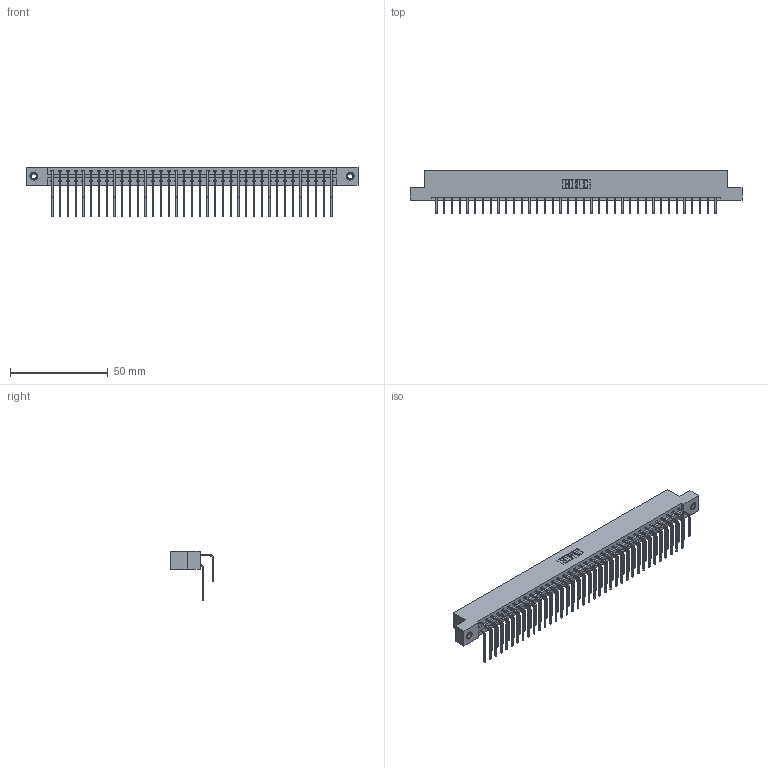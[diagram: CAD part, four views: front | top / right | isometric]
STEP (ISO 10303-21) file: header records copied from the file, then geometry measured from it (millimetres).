
FILE_DESCRIPTION (( 'STEP AP203' ), '1' );
FILE_NAME ('337-074-558-207.STEP', '2019-10-10T04:17:44', ( '' ), ( '' ), 'SwSTEP 2.0', 'SolidWorks 2016', '' );
FILE_SCHEMA (( 'CONFIG_CONTROL_DESIGN' ));
Length unit declared in the file: inch
Products named in the file (5): 337 Part_Flush Mounting Lugs - 0.156 Dia-TI; 345-292-001_558 Tail - 2; 345-250-001_345-250-005-103; 345-292-001_558 559 Tail - 1; 337-074-558-207
Assembly tree (77 placements, depth 2):
  337-074-558-207
    337 Part_Flush Mounting Lugs - 0.156 Dia-TI
    345-292-001_558 559 Tail - 1  x37
    345-292-001_558 Tail - 2  x37
    345-250-001_345-250-005-103  x2
Bounding box: 169.62 x 22.17 x 25.53 mm (x, y, z)
Volume: 18222.8 mm3; surface area: 22731.8 mm2
Topology: 77 solids, 77 shells, 4318 faces, 12805 edges, 8430 vertices
Faces by surface type: plane 3062, cylinder 1240, cone 12, torus 4
Entity records: 32304 total; most frequent: CARTESIAN_POINT 5472, ORIENTED_EDGE 5350, DIRECTION 4677, EDGE_CURVE 2675, VECTOR 2487, LINE 2487, VERTEX_POINT 1776, AXIS2_PLACEMENT_3D 1095
